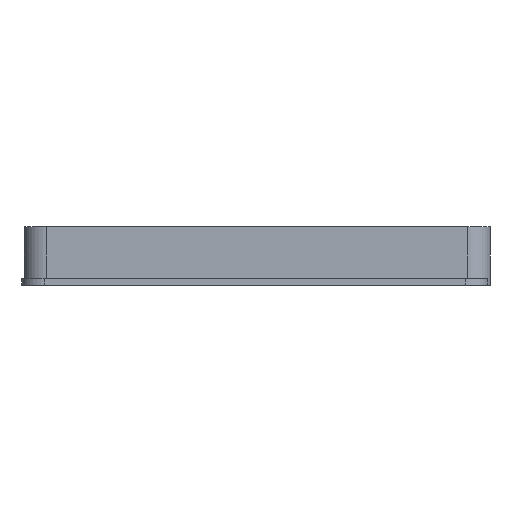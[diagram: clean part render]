
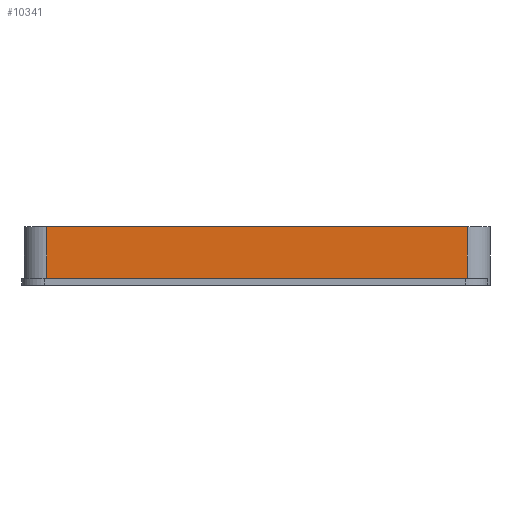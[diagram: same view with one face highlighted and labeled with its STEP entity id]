
A CAD part, left-side view. The second image highlights one B-rep face of the part: STEP entity #10341.
In plain terms, the highlighted planar face has unit normal (-1, 0, 0).
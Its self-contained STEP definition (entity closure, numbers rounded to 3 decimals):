
#1061=PLANE('',#10961);
#1269=FACE_OUTER_BOUND('',#1853,.T.);
#1853=EDGE_LOOP('',(#7089,#7090,#7091,#7092));
#2490=LINE('',#12948,#3358);
#2494=LINE('',#12957,#3362);
#2514=LINE('',#13014,#3382);
#2515=LINE('',#13017,#3383);
#3358=VECTOR('',#11327,10.);
#3362=VECTOR('',#11335,10.);
#3382=VECTOR('',#11383,10.);
#3383=VECTOR('',#11388,10.);
#4337=VERTEX_POINT('',#12941);
#4340=VERTEX_POINT('',#12946);
#4343=VERTEX_POINT('',#12956);
#4366=VERTEX_POINT('',#13013);
#5420=EDGE_CURVE('',#4340,#4337,#2490,.T.);
#5424=EDGE_CURVE('',#4337,#4343,#2494,.T.);
#5453=EDGE_CURVE('',#4343,#4366,#2514,.T.);
#5455=EDGE_CURVE('',#4340,#4366,#2515,.T.);
#7089=ORIENTED_EDGE('',*,*,#5420,.F.);
#7090=ORIENTED_EDGE('',*,*,#5455,.T.);
#7091=ORIENTED_EDGE('',*,*,#5453,.F.);
#7092=ORIENTED_EDGE('',*,*,#5424,.F.);
#10341=ADVANCED_FACE('',(#1269),#1061,.T.);
#10961=AXIS2_PLACEMENT_3D('',#13016,#11386,#11387);
#11327=DIRECTION('',(0.,0.,1.));
#11335=DIRECTION('',(0.,-1.,0.));
#11383=DIRECTION('',(0.,0.,-1.));
#11386=DIRECTION('center_axis',(-1.,0.,0.));
#11387=DIRECTION('ref_axis',(0.,-1.,0.));
#11388=DIRECTION('',(0.,-1.,0.));
#12941=CARTESIAN_POINT('',(-9.5,88.6,13.));
#12946=CARTESIAN_POINT('',(-9.5,88.6,0.));
#12948=CARTESIAN_POINT('',(-9.5,88.6,0.));
#12956=CARTESIAN_POINT('',(-9.5,-4.5,13.));
#12957=CARTESIAN_POINT('',(-9.5,93.6,13.));
#13013=CARTESIAN_POINT('',(-9.5,-4.5,0.));
#13014=CARTESIAN_POINT('',(-9.5,-4.5,0.));
#13016=CARTESIAN_POINT('Origin',(-9.5,93.6,0.));
#13017=CARTESIAN_POINT('',(-9.5,93.6,0.));
